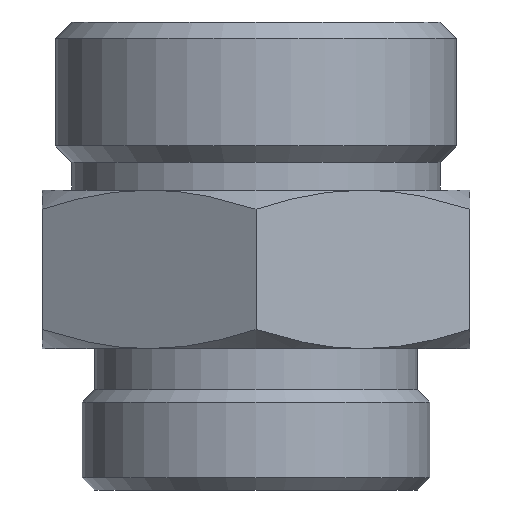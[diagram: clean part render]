
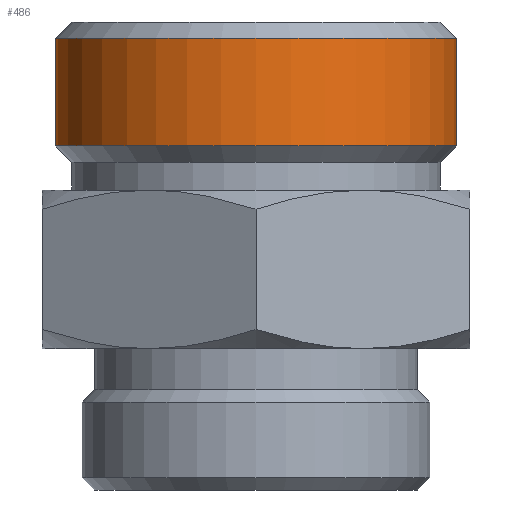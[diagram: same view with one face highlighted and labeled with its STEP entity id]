
A CAD part, front view. The second image highlights one B-rep face of the part: STEP entity #486.
In plain terms, the highlighted cylindrical face has radius 15 mm (diameter 30 mm), a full revolution.
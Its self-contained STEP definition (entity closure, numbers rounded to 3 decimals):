
#38=CYLINDRICAL_SURFACE('',#565,15.);
#79=CIRCLE('',#564,15.);
#80=CIRCLE('',#566,15.);
#161=ORIENTED_EDGE('',*,*,#254,.T.);
#162=ORIENTED_EDGE('',*,*,#253,.F.);
#253=EDGE_CURVE('',#301,#301,#79,.T.);
#254=EDGE_CURVE('',#302,#302,#80,.T.);
#301=VERTEX_POINT('',#911);
#302=VERTEX_POINT('',#914);
#373=EDGE_LOOP('',(#161));
#374=EDGE_LOOP('',(#162));
#429=FACE_BOUND('',#373,.T.);
#430=FACE_BOUND('',#374,.T.);
#486=ADVANCED_FACE('',(#429,#430),#38,.T.);
#564=AXIS2_PLACEMENT_3D('',#910,#690,#691);
#565=AXIS2_PLACEMENT_3D('',#912,#692,#693);
#566=AXIS2_PLACEMENT_3D('',#913,#694,#695);
#690=DIRECTION('',(0.,0.,-1.));
#691=DIRECTION('',(-1.,0.,0.));
#692=DIRECTION('',(0.,0.,-1.));
#693=DIRECTION('',(-1.,0.,0.));
#694=DIRECTION('',(0.,0.,-1.));
#695=DIRECTION('',(-1.,0.,0.));
#910=CARTESIAN_POINT('',(0.,0.,-1.773));
#911=CARTESIAN_POINT('',(-15.,0.,-1.773));
#912=CARTESIAN_POINT('',(0.,0.,-27.5));
#913=CARTESIAN_POINT('',(0.,0.,6.273));
#914=CARTESIAN_POINT('',(-15.,0.,6.273));
